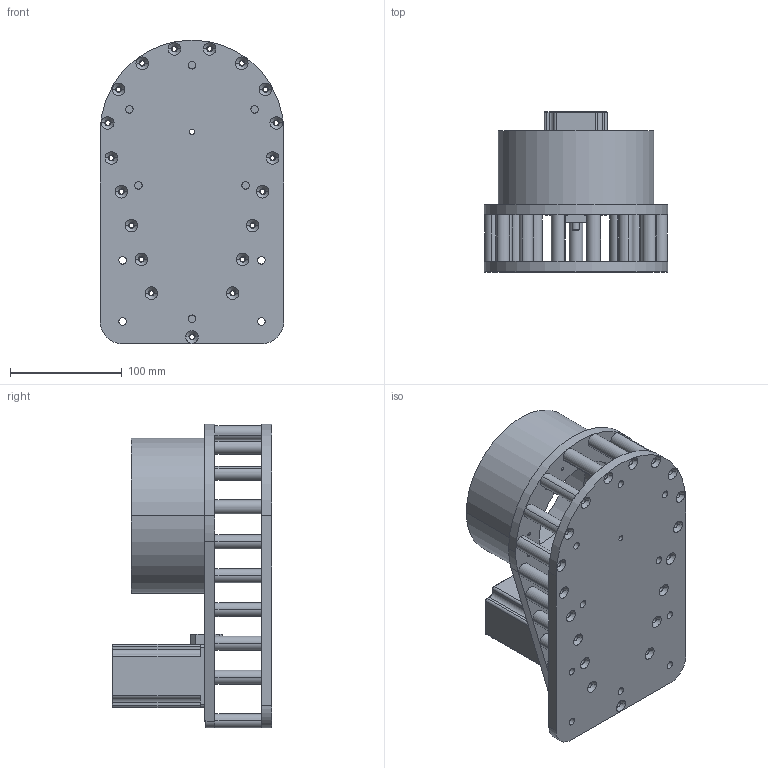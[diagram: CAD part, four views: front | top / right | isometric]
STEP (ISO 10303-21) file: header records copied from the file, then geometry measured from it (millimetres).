
FILE_DESCRIPTION (( 'STEP AP203' ), '1' );
FILE_NAME ('arm_manipulator_base_Default_sldprt.STEP', '2025-04-21T08:18:34', ( '' ), ( '' ), 'SwSTEP 2.0', 'SolidWorks 2023', '' );
FILE_SCHEMA (( 'CONFIG_CONTROL_DESIGN' ));
Length unit declared in the file: millimetre
Products named in the file (1): arm_manipulator_base_Default_sldprt
Bounding box: 164 x 143 x 271.64 mm (x, y, z)
Volume: 1112289.7 mm3; surface area: 315156.4 mm2
Topology: 24 solids, 24 shells, 619 faces, 1516 edges, 973 vertices
Faces by surface type: cylinder 356, plane 183, cone 80
Entity records: 19069 total; most frequent: DIRECTION 3548, CARTESIAN_POINT 3279, ORIENTED_EDGE 3032, EDGE_CURVE 1516, AXIS2_PLACEMENT_3D 1418, VERTEX_POINT 973, EDGE_LOOP 855, CIRCLE 798
